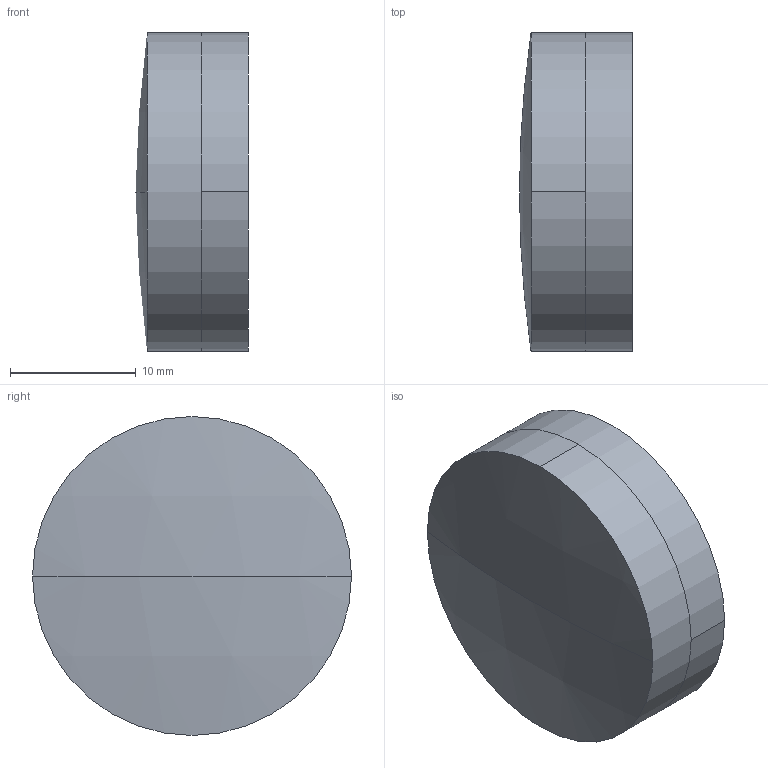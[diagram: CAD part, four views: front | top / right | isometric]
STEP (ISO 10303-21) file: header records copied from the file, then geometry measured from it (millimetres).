
FILE_DESCRIPTION (( 'STEP AP203' ), '1' );
FILE_NAME ('145279.STEP', '2024-05-11T09:28:15', ( '' ), ( '' ), 'SwSTEP 2.0', 'SolidWorks 2020', '' );
FILE_SCHEMA (( 'CONFIG_CONTROL_DESIGN' ));
Length unit declared in the file: millimetre
Products named in the file (1): 145279
Bounding box: 9 x 25.4 x 25.4 mm (x, y, z)
Volume: 4327 mm3; surface area: 2677.7 mm2
Topology: 2 solids, 2 shells, 11 faces, 22 edges, 15 vertices
Faces by surface type: sphere 6, cylinder 4, plane 1
Entity records: 377 total; most frequent: DIRECTION 64, CARTESIAN_POINT 49, ORIENTED_EDGE 44, AXIS2_PLACEMENT_3D 30, EDGE_CURVE 22, CIRCLE 18, VERTEX_POINT 15, ADVANCED_FACE 11
